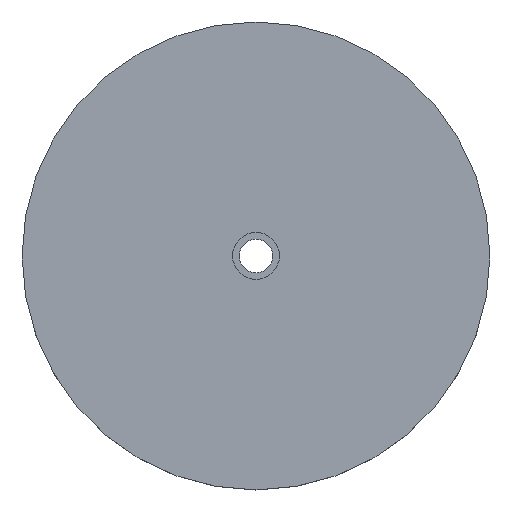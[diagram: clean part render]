
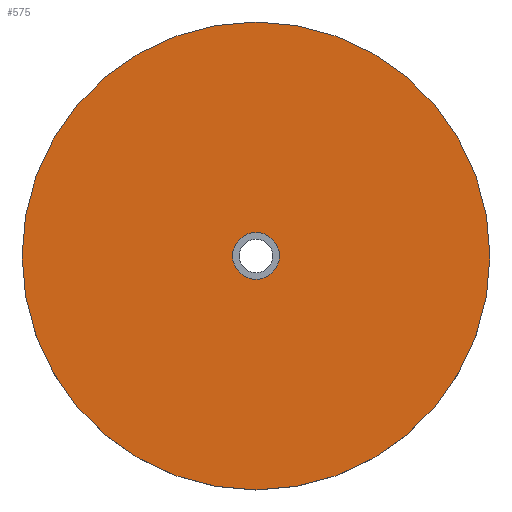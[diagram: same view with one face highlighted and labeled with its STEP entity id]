
A CAD part, top view. The second image highlights one B-rep face of the part: STEP entity #575.
In plain terms, the highlighted planar face has unit normal (0, 0, 1).
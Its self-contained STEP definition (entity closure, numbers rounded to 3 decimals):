
#2 = CARTESIAN_POINT ( 'NONE',  ( 7., 0., 18. ) ) ;
#24 = DIRECTION ( 'NONE',  ( 0., 0., 1. ) ) ;
#46 = ORIENTED_EDGE ( 'NONE', *, *, #576, .T. ) ;
#52 = AXIS2_PLACEMENT_3D ( 'NONE', #344, #60, #677 ) ;
#55 = DIRECTION ( 'NONE',  ( 1., 0., 0. ) ) ;
#60 = DIRECTION ( 'NONE',  ( 0., 0., 1. ) ) ;
#72 = CARTESIAN_POINT ( 'NONE',  ( 70., 0., 18. ) ) ;
#151 = EDGE_LOOP ( 'NONE', ( #46, #325 ) ) ;
#157 = DIRECTION ( 'NONE',  ( 0., 0., 1. ) ) ;
#161 = EDGE_CURVE ( 'NONE', #708, #655, #506, .T. ) ;
#246 = DIRECTION ( 'NONE',  ( 0., 0., 1. ) ) ;
#285 = AXIS2_PLACEMENT_3D ( 'NONE', #442, #157, #398 ) ;
#302 = DIRECTION ( 'NONE',  ( 1., 0., 0. ) ) ;
#311 = DIRECTION ( 'NONE',  ( 1., 0., 0. ) ) ;
#318 = CARTESIAN_POINT ( 'NONE',  ( 0., 0., 18. ) ) ;
#325 = ORIENTED_EDGE ( 'NONE', *, *, #161, .T. ) ;
#344 = CARTESIAN_POINT ( 'NONE',  ( 0., 0., 18. ) ) ;
#398 = DIRECTION ( 'NONE',  ( 1., 0., 0. ) ) ;
#417 = CARTESIAN_POINT ( 'NONE',  ( -70., 0., 18. ) ) ;
#442 = CARTESIAN_POINT ( 'NONE',  ( 0., 0., 18. ) ) ;
#454 = VERTEX_POINT ( 'NONE', #2 ) ;
#458 = ORIENTED_EDGE ( 'NONE', *, *, #727, .F. ) ;
#462 = EDGE_LOOP ( 'NONE', ( #458, #615 ) ) ;
#468 = EDGE_CURVE ( 'NONE', #572, #454, #471, .T. ) ;
#471 = CIRCLE ( 'NONE', #52, 7. ) ;
#487 = CIRCLE ( 'NONE', #600, 70. ) ;
#492 = CIRCLE ( 'NONE', #697, 7. ) ;
#497 = PLANE ( 'NONE',  #285 ) ;
#498 = FACE_OUTER_BOUND ( 'NONE', #151, .T. ) ;
#506 = CIRCLE ( 'NONE', #567, 70. ) ;
#533 = CARTESIAN_POINT ( 'NONE',  ( 0., 0., 18. ) ) ;
#563 = FACE_BOUND ( 'NONE', #462, .T. ) ;
#564 = CARTESIAN_POINT ( 'NONE',  ( 0., 0., 18. ) ) ;
#567 = AXIS2_PLACEMENT_3D ( 'NONE', #318, #24, #311 ) ;
#572 = VERTEX_POINT ( 'NONE', #613 ) ;
#575 = ADVANCED_FACE ( 'NONE', ( #563, #498 ), #497, .T. ) ;
#576 = EDGE_CURVE ( 'NONE', #655, #708, #487, .T. ) ;
#600 = AXIS2_PLACEMENT_3D ( 'NONE', #564, #619, #55 ) ;
#613 = CARTESIAN_POINT ( 'NONE',  ( -7., 0., 18. ) ) ;
#615 = ORIENTED_EDGE ( 'NONE', *, *, #468, .F. ) ;
#619 = DIRECTION ( 'NONE',  ( 0., 0., 1. ) ) ;
#655 = VERTEX_POINT ( 'NONE', #417 ) ;
#677 = DIRECTION ( 'NONE',  ( 1., 0., 0. ) ) ;
#697 = AXIS2_PLACEMENT_3D ( 'NONE', #533, #246, #302 ) ;
#708 = VERTEX_POINT ( 'NONE', #72 ) ;
#727 = EDGE_CURVE ( 'NONE', #454, #572, #492, .T. ) ;
